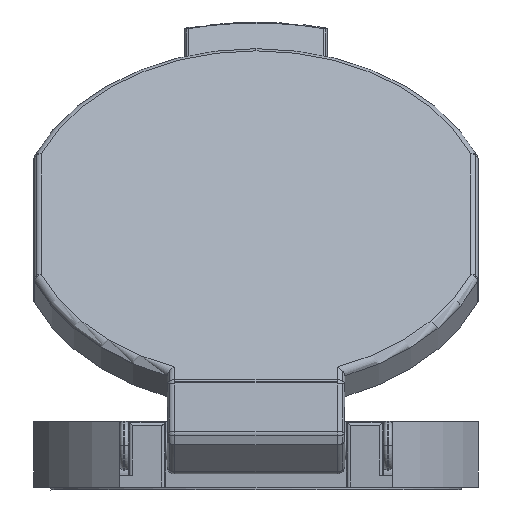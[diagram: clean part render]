
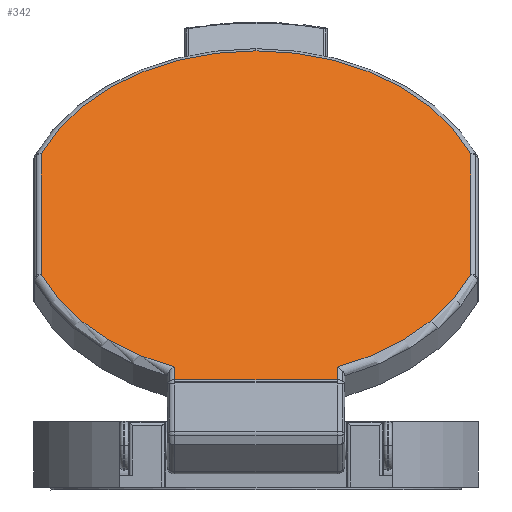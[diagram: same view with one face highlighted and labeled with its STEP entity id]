
A CAD part, front view. The second image highlights one B-rep face of the part: STEP entity #342.
In plain terms, the highlighted planar face has unit normal (0, -0.707, 0.707).
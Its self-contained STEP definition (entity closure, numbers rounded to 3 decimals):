
#163=PLANE('',#4132);
#342=ADVANCED_FACE('',(#670),#163,.T.);
#670=FACE_OUTER_BOUND('',#898,.T.);
#898=EDGE_LOOP('',(#2174,#2175,#2176,#2177,#2178,#2179,#2180,#2181,#2182));
#1158=LINE('',#6402,#1402);
#1159=LINE('',#6409,#1403);
#1160=LINE('',#6410,#1404);
#1161=LINE('',#6414,#1405);
#1162=LINE('',#6420,#1406);
#1402=VECTOR('',#5107,1.);
#1403=VECTOR('',#5114,1.);
#1404=VECTOR('',#5115,1.);
#1405=VECTOR('',#5118,1.);
#1406=VECTOR('',#5123,1.);
#2174=ORIENTED_EDGE('',*,*,#3333,.T.);
#2175=ORIENTED_EDGE('',*,*,#3334,.F.);
#2176=ORIENTED_EDGE('',*,*,#3331,.T.);
#2177=ORIENTED_EDGE('',*,*,#3335,.F.);
#2178=ORIENTED_EDGE('',*,*,#3336,.T.);
#2179=ORIENTED_EDGE('',*,*,#3337,.T.);
#2180=ORIENTED_EDGE('',*,*,#3338,.T.);
#2181=ORIENTED_EDGE('',*,*,#3339,.F.);
#2182=ORIENTED_EDGE('',*,*,#3340,.T.);
#2852=VERTEX_POINT('',#6401);
#2853=VERTEX_POINT('',#6403);
#2854=VERTEX_POINT('',#6407);
#2855=VERTEX_POINT('',#6408);
#2856=VERTEX_POINT('',#6411);
#2857=VERTEX_POINT('',#6413);
#2858=VERTEX_POINT('',#6415);
#2859=VERTEX_POINT('',#6417);
#2860=VERTEX_POINT('',#6419);
#3331=EDGE_CURVE('',#2853,#2852,#1158,.T.);
#3333=EDGE_CURVE('',#2854,#2855,#3705,.T.);
#3334=EDGE_CURVE('',#2853,#2855,#1159,.T.);
#3335=EDGE_CURVE('',#2856,#2852,#1160,.T.);
#3336=EDGE_CURVE('',#2856,#2857,#3706,.T.);
#3337=EDGE_CURVE('',#2857,#2858,#1161,.T.);
#3338=EDGE_CURVE('',#2858,#2859,#3707,.T.);
#3339=EDGE_CURVE('',#2860,#2859,#3708,.T.);
#3340=EDGE_CURVE('',#2860,#2854,#1162,.T.);
#3705=CIRCLE('',#4128,15.6);
#3706=CIRCLE('',#4129,15.6);
#3707=CIRCLE('',#4130,15.6);
#3708=CIRCLE('',#4131,15.6);
#4128=AXIS2_PLACEMENT_3D('',#6406,#5112,#5113);
#4129=AXIS2_PLACEMENT_3D('',#6412,#5116,#5117);
#4130=AXIS2_PLACEMENT_3D('',#6416,#5119,#5120);
#4131=AXIS2_PLACEMENT_3D('',#6418,#5121,#5122);
#4132=AXIS2_PLACEMENT_3D('',#6421,#5124,#5125);
#5107=DIRECTION('',(1.,0.,0.));
#5112=DIRECTION('',(0.,-0.707,0.707));
#5113=DIRECTION('',(-0.929,-0.261,-0.261));
#5114=DIRECTION('',(0.,0.707,0.707));
#5115=DIRECTION('',(0.,-0.707,-0.707));
#5116=DIRECTION('',(0.,-0.707,0.707));
#5117=DIRECTION('',(0.353,-0.662,-0.662));
#5118=DIRECTION('',(0.,0.707,0.707));
#5119=DIRECTION('',(0.,-0.707,0.707));
#5120=DIRECTION('',(0.929,0.261,0.261));
#5121=DIRECTION('',(0.,0.707,-0.707));
#5122=DIRECTION('',(-0.929,0.261,0.261));
#5123=DIRECTION('',(0.,-0.707,-0.707));
#5124=DIRECTION('',(0.,-0.707,0.707));
#5125=DIRECTION('',(0.,-0.707,-0.707));
#6401=CARTESIAN_POINT('',(5.5,-14.585,-8.894));
#6402=CARTESIAN_POINT('',(-5.5,-14.585,-8.894));
#6403=CARTESIAN_POINT('',(-5.5,-14.585,-8.894));
#6406=CARTESIAN_POINT('',(0.,-3.409,2.282));
#6407=CARTESIAN_POINT('',(-14.5,-7.478,-1.787));
#6408=CARTESIAN_POINT('',(-5.5,-13.732,-8.041));
#6409=CARTESIAN_POINT('',(-5.5,-14.585,-8.894));
#6410=CARTESIAN_POINT('',(5.5,-13.732,-8.041));
#6411=CARTESIAN_POINT('',(5.5,-13.732,-8.041));
#6412=CARTESIAN_POINT('',(0.,-3.409,2.282));
#6413=CARTESIAN_POINT('',(14.5,-7.478,-1.787));
#6414=CARTESIAN_POINT('',(14.5,-7.478,-1.787));
#6415=CARTESIAN_POINT('',(14.5,0.659,6.35));
#6416=CARTESIAN_POINT('',(0.,-3.409,2.282));
#6417=CARTESIAN_POINT('',(0.,7.621,13.313));
#6418=CARTESIAN_POINT('',(0.,-3.409,2.282));
#6419=CARTESIAN_POINT('',(-14.5,0.659,6.35));
#6420=CARTESIAN_POINT('',(-14.5,0.659,6.35));
#6421=CARTESIAN_POINT('',(15.95,-15.696,-10.004));
